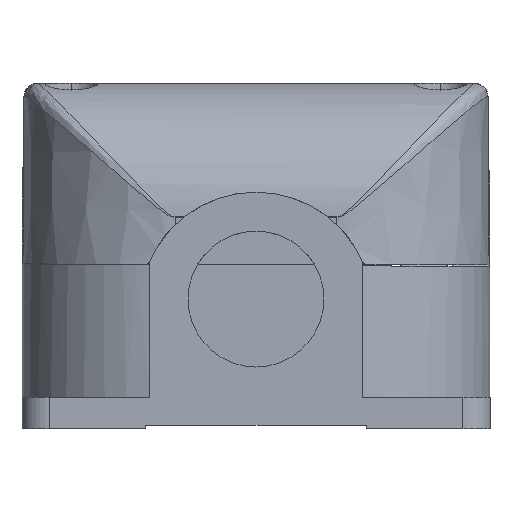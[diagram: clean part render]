
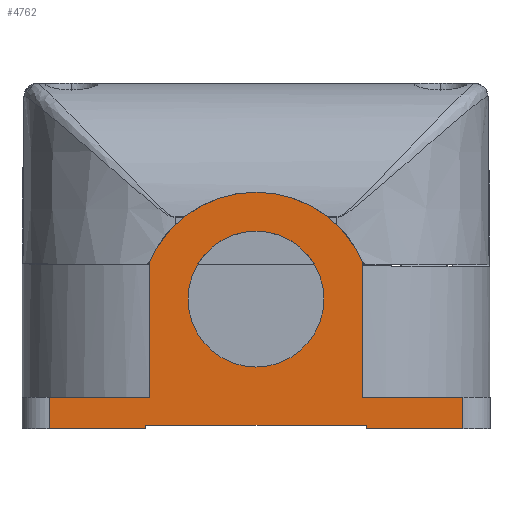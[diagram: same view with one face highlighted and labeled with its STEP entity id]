
A CAD part, left-side view. The second image highlights one B-rep face of the part: STEP entity #4762.
In plain terms, the highlighted planar face has unit normal (-1, 0, 0).
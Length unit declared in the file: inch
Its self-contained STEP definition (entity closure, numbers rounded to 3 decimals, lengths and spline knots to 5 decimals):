
#145 = EDGE_CURVE ( 'NONE', #11736, #11944, #3054, .T. ) ;
#305 = AXIS2_PLACEMENT_3D ( 'NONE', #11632, #911, #3678 ) ;
#475 = CARTESIAN_POINT ( 'NONE',  ( 0., -2.09241, 0.01969 ) ) ;
#586 = LINE ( 'NONE', #10670, #3906 ) ;
#845 = CARTESIAN_POINT ( 'NONE',  ( 0., -0.75383, 0. ) ) ;
#855 = VERTEX_POINT ( 'NONE', #8131 ) ;
#911 = DIRECTION ( 'NONE',  ( 1., 0., 0. ) ) ;
#917 = VECTOR ( 'NONE', #1983, 39.37008 ) ;
#920 = CARTESIAN_POINT ( 'NONE',  ( 0., -0.77594, 0.18898 ) ) ;
#1045 = CARTESIAN_POINT ( 'NONE',  ( 0., -0.16536, 0.18898 ) ) ;
#1075 = EDGE_CURVE ( 'NONE', #4433, #4633, #7019, .T. ) ;
#1164 = DIRECTION ( 'NONE',  ( -1., 0., 0. ) ) ;
#1249 = VERTEX_POINT ( 'NONE', #6394 ) ;
#1257 = DIRECTION ( 'NONE',  ( 0., 0., -1. ) ) ;
#1323 = VECTOR ( 'NONE', #6827, 39.37008 ) ;
#1337 = EDGE_CURVE ( 'NONE', #6079, #6019, #586, .T. ) ;
#1598 = EDGE_CURVE ( 'NONE', #6360, #1249, #11470, .T. ) ;
#1732 = ORIENTED_EDGE ( 'NONE', *, *, #1075, .F. ) ;
#1742 = DIRECTION ( 'NONE',  ( 0., 0., -1. ) ) ;
#1964 = CIRCLE ( 'NONE', #11636, 0.41339 ) ;
#1983 = DIRECTION ( 'NONE',  ( 0., 0., 1. ) ) ;
#2196 = FACE_OUTER_BOUND ( 'NONE', #10841, .T. ) ;
#2210 = ORIENTED_EDGE ( 'NONE', *, *, #1598, .F. ) ;
#2325 = ORIENTED_EDGE ( 'NONE', *, *, #7583, .T. ) ;
#2436 = EDGE_CURVE ( 'NONE', #1249, #11944, #9933, .T. ) ;
#2524 = EDGE_CURVE ( 'NONE', #7691, #8089, #4963, .T. ) ;
#2546 = CARTESIAN_POINT ( 'NONE',  ( 0., -2.09241, 0.18898 ) ) ;
#2916 = PLANE ( 'NONE',  #7909 ) ;
#2984 = CARTESIAN_POINT ( 'NONE',  ( 0., -2.68088, 0.18898 ) ) ;
#3054 = LINE ( 'NONE', #1045, #6800 ) ;
#3136 = ORIENTED_EDGE ( 'NONE', *, *, #145, .T. ) ;
#3141 = CARTESIAN_POINT ( 'NONE',  ( 0., -0.77594, 1.01706 ) ) ;
#3485 = EDGE_CURVE ( 'NONE', #7691, #11736, #10722, .T. ) ;
#3585 = DIRECTION ( 'NONE',  ( 0., 0., -1. ) ) ;
#3667 = VERTEX_POINT ( 'NONE', #2984 ) ;
#3678 = DIRECTION ( 'NONE',  ( 0., 0., -1. ) ) ;
#3809 = VECTOR ( 'NONE', #6219, 39.37008 ) ;
#3906 = VECTOR ( 'NONE', #1257, 39.37008 ) ;
#3914 = EDGE_LOOP ( 'NONE', ( #1732, #4589 ) ) ;
#3915 = VECTOR ( 'NONE', #7707, 39.37008 ) ;
#4028 = ORIENTED_EDGE ( 'NONE', *, *, #9524, .F. ) ;
#4175 = CIRCLE ( 'NONE', #305, 0.70866 ) ;
#4333 = VECTOR ( 'NONE', #8619, 39.37008 ) ;
#4433 = VERTEX_POINT ( 'NONE', #10130 ) ;
#4536 = VERTEX_POINT ( 'NONE', #4930 ) ;
#4589 = ORIENTED_EDGE ( 'NONE', *, *, #10402, .F. ) ;
#4633 = VERTEX_POINT ( 'NONE', #11686 ) ;
#4762 = ADVANCED_FACE ( 'NONE', ( #8507, #2196 ), #2916, .T. ) ;
#4777 = DIRECTION ( 'NONE',  ( 0., 0., -1. ) ) ;
#4834 = CARTESIAN_POINT ( 'NONE',  ( 0., -0.75383, 0.01969 ) ) ;
#4909 = LINE ( 'NONE', #6799, #8155 ) ;
#4930 = CARTESIAN_POINT ( 'NONE',  ( 0., -2.09241, 0.01969 ) ) ;
#4963 = LINE ( 'NONE', #3141, #917 ) ;
#5060 = CARTESIAN_POINT ( 'NONE',  ( 0., -0.16536, 0. ) ) ;
#5070 = ORIENTED_EDGE ( 'NONE', *, *, #2436, .F. ) ;
#5374 = CARTESIAN_POINT ( 'NONE',  ( 0., -1.42312, 0.7874 ) ) ;
#5566 = CARTESIAN_POINT ( 'NONE',  ( 0., -0.77594, 1.01706 ) ) ;
#5596 = ORIENTED_EDGE ( 'NONE', *, *, #10257, .T. ) ;
#5789 = EDGE_CURVE ( 'NONE', #4536, #6360, #9569, .T. ) ;
#5890 = CARTESIAN_POINT ( 'NONE',  ( 0., -0.75383, 0.18898 ) ) ;
#5906 = LINE ( 'NONE', #8703, #11698 ) ;
#6019 = VERTEX_POINT ( 'NONE', #7049 ) ;
#6079 = VERTEX_POINT ( 'NONE', #8024 ) ;
#6111 = ORIENTED_EDGE ( 'NONE', *, *, #5789, .F. ) ;
#6122 = VECTOR ( 'NONE', #11921, 39.37008 ) ;
#6206 = VECTOR ( 'NONE', #9115, 39.37008 ) ;
#6219 = DIRECTION ( 'NONE',  ( 0., 1., 0. ) ) ;
#6305 = LINE ( 'NONE', #2546, #6206 ) ;
#6360 = VERTEX_POINT ( 'NONE', #4834 ) ;
#6394 = CARTESIAN_POINT ( 'NONE',  ( 0., -0.75383, 0. ) ) ;
#6462 = ORIENTED_EDGE ( 'NONE', *, *, #11329, .F. ) ;
#6603 = DIRECTION ( 'NONE',  ( -1., 0., 0. ) ) ;
#6799 = CARTESIAN_POINT ( 'NONE',  ( 0., -2.09241, 0.18898 ) ) ;
#6800 = VECTOR ( 'NONE', #3585, 39.37008 ) ;
#6827 = DIRECTION ( 'NONE',  ( 0., 1., 0. ) ) ;
#6922 = CARTESIAN_POINT ( 'NONE',  ( 0., -2.68088, 0.18898 ) ) ;
#7019 = CIRCLE ( 'NONE', #8565, 0.41339 ) ;
#7049 = CARTESIAN_POINT ( 'NONE',  ( 0., -2.0703, 0.18898 ) ) ;
#7152 = ORIENTED_EDGE ( 'NONE', *, *, #10769, .F. ) ;
#7538 = ORIENTED_EDGE ( 'NONE', *, *, #1337, .F. ) ;
#7583 = EDGE_CURVE ( 'NONE', #4536, #8585, #4909, .T. ) ;
#7691 = VERTEX_POINT ( 'NONE', #920 ) ;
#7707 = DIRECTION ( 'NONE',  ( 0., 0., -1. ) ) ;
#7784 = DIRECTION ( 'NONE',  ( 0., 1., 0. ) ) ;
#7890 = DIRECTION ( 'NONE',  ( 0., 0., -1. ) ) ;
#7909 = AXIS2_PLACEMENT_3D ( 'NONE', #9482, #1164, #10119 ) ;
#8024 = CARTESIAN_POINT ( 'NONE',  ( 0., -2.0703, 1.01706 ) ) ;
#8089 = VERTEX_POINT ( 'NONE', #5566 ) ;
#8101 = CARTESIAN_POINT ( 'NONE',  ( 0., -2.09241, 0. ) ) ;
#8131 = CARTESIAN_POINT ( 'NONE',  ( 0., -2.68088, 0. ) ) ;
#8155 = VECTOR ( 'NONE', #7890, 39.37008 ) ;
#8507 = FACE_BOUND ( 'NONE', #3914, .T. ) ;
#8565 = AXIS2_PLACEMENT_3D ( 'NONE', #5374, #9925, #1742 ) ;
#8585 = VERTEX_POINT ( 'NONE', #8101 ) ;
#8619 = DIRECTION ( 'NONE',  ( 0., 0., -1. ) ) ;
#8703 = CARTESIAN_POINT ( 'NONE',  ( 0., -2.68088, 0. ) ) ;
#9115 = DIRECTION ( 'NONE',  ( 0., 1., 0. ) ) ;
#9482 = CARTESIAN_POINT ( 'NONE',  ( 0., -2.09241, 0.18898 ) ) ;
#9524 = EDGE_CURVE ( 'NONE', #855, #8585, #5906, .T. ) ;
#9569 = LINE ( 'NONE', #475, #1323 ) ;
#9849 = ORIENTED_EDGE ( 'NONE', *, *, #2524, .F. ) ;
#9925 = DIRECTION ( 'NONE',  ( -1., 0., 0. ) ) ;
#9933 = LINE ( 'NONE', #845, #6122 ) ;
#10119 = DIRECTION ( 'NONE',  ( 0., 0., 1. ) ) ;
#10130 = CARTESIAN_POINT ( 'NONE',  ( 0., -1.42312, 1.20079 ) ) ;
#10254 = CARTESIAN_POINT ( 'NONE',  ( 0., -1.42312, 0.7874 ) ) ;
#10257 = EDGE_CURVE ( 'NONE', #3667, #6019, #6305, .T. ) ;
#10402 = EDGE_CURVE ( 'NONE', #4633, #4433, #1964, .T. ) ;
#10487 = CARTESIAN_POINT ( 'NONE',  ( 0., -0.16536, 0.18898 ) ) ;
#10670 = CARTESIAN_POINT ( 'NONE',  ( 0., -2.0703, 0.18898 ) ) ;
#10722 = LINE ( 'NONE', #11684, #3809 ) ;
#10769 = EDGE_CURVE ( 'NONE', #8089, #6079, #4175, .T. ) ;
#10770 = ORIENTED_EDGE ( 'NONE', *, *, #3485, .T. ) ;
#10841 = EDGE_LOOP ( 'NONE', ( #9849, #10770, #3136, #5070, #2210, #6111, #2325, #4028, #6462, #5596, #7538, #7152 ) ) ;
#11329 = EDGE_CURVE ( 'NONE', #3667, #855, #11462, .T. ) ;
#11462 = LINE ( 'NONE', #6922, #4333 ) ;
#11470 = LINE ( 'NONE', #5890, #3915 ) ;
#11632 = CARTESIAN_POINT ( 'NONE',  ( 0., -1.42312, 0.72835 ) ) ;
#11636 = AXIS2_PLACEMENT_3D ( 'NONE', #10254, #6603, #4777 ) ;
#11684 = CARTESIAN_POINT ( 'NONE',  ( 0., -2.09241, 0.18898 ) ) ;
#11686 = CARTESIAN_POINT ( 'NONE',  ( 0., -1.42312, 0.37402 ) ) ;
#11698 = VECTOR ( 'NONE', #7784, 39.37008 ) ;
#11736 = VERTEX_POINT ( 'NONE', #10487 ) ;
#11921 = DIRECTION ( 'NONE',  ( 0., 1., 0. ) ) ;
#11944 = VERTEX_POINT ( 'NONE', #5060 ) ;
